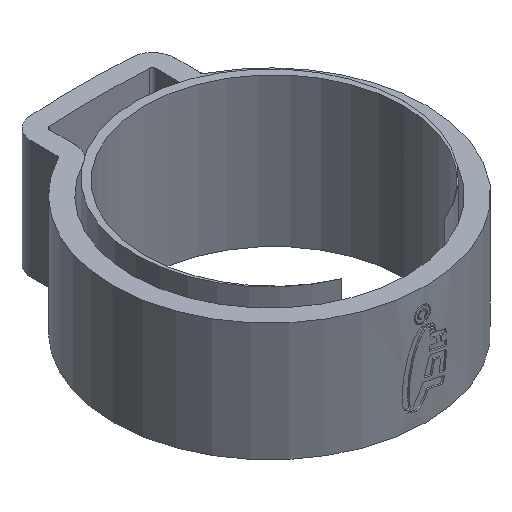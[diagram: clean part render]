
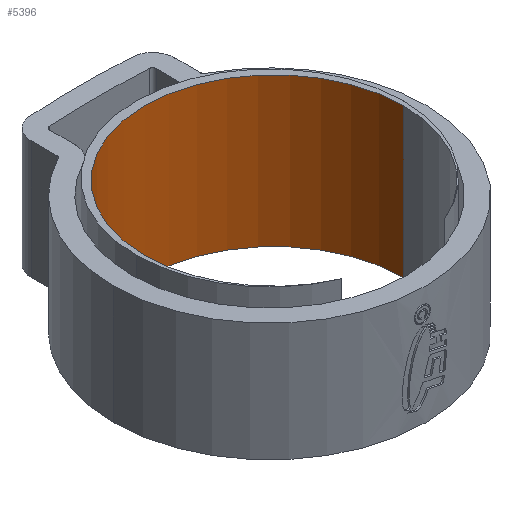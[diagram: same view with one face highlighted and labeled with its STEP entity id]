
A CAD part, isometric view. The second image highlights one B-rep face of the part: STEP entity #5396.
In plain terms, the highlighted cylindrical face has radius 7.66 mm (diameter 15.32 mm), a partial arc.
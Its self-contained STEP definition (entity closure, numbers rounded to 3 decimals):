
#61 = CYLINDRICAL_SURFACE ( 'NONE', #3387, 7.66 ) ;
#115 = EDGE_CURVE ( 'NONE', #1760, #3664, #5191, .T. ) ;
#221 = LINE ( 'NONE', #4910, #3340 ) ;
#312 = EDGE_CURVE ( 'NONE', #1760, #3685, #221, .T. ) ;
#504 = EDGE_LOOP ( 'NONE', ( #1668, #2953, #2832, #3926 ) ) ;
#615 = EDGE_CURVE ( 'NONE', #3685, #1421, #1887, .T. ) ;
#656 = CARTESIAN_POINT ( 'NONE',  ( 0., -0.26, -4.4 ) ) ;
#930 = LINE ( 'NONE', #4809, #1002 ) ;
#1002 = VECTOR ( 'NONE', #1380, 1000. ) ;
#1118 = DIRECTION ( 'NONE',  ( 1., 0., 0. ) ) ;
#1165 = DIRECTION ( 'NONE',  ( 0., 0., -1. ) ) ;
#1202 = EDGE_CURVE ( 'NONE', #3664, #1421, #930, .T. ) ;
#1264 = CARTESIAN_POINT ( 'NONE',  ( 0., -0.26, 4.4 ) ) ;
#1351 = DIRECTION ( 'NONE',  ( -1., 0., 0. ) ) ;
#1380 = DIRECTION ( 'NONE',  ( 0., 0., -1. ) ) ;
#1421 = VERTEX_POINT ( 'NONE', #4343 ) ;
#1493 = CARTESIAN_POINT ( 'NONE',  ( -7.66, -0.26, 4.4 ) ) ;
#1608 = AXIS2_PLACEMENT_3D ( 'NONE', #3197, #1165, #1118 ) ;
#1668 = ORIENTED_EDGE ( 'NONE', *, *, #1202, .F. ) ;
#1760 = VERTEX_POINT ( 'NONE', #1493 ) ;
#1887 = CIRCLE ( 'NONE', #2502, 7.66 ) ;
#2502 = AXIS2_PLACEMENT_3D ( 'NONE', #656, #3579, #5262 ) ;
#2812 = CARTESIAN_POINT ( 'NONE',  ( -7.66, -0.26, -4.4 ) ) ;
#2828 = DIRECTION ( 'NONE',  ( 0., 0., -1. ) ) ;
#2832 = ORIENTED_EDGE ( 'NONE', *, *, #312, .T. ) ;
#2953 = ORIENTED_EDGE ( 'NONE', *, *, #115, .F. ) ;
#3197 = CARTESIAN_POINT ( 'NONE',  ( 0., -0.26, 4.4 ) ) ;
#3340 = VECTOR ( 'NONE', #2828, 1000. ) ;
#3387 = AXIS2_PLACEMENT_3D ( 'NONE', #1264, #3448, #1351 ) ;
#3448 = DIRECTION ( 'NONE',  ( 0., 0., -1. ) ) ;
#3555 = CARTESIAN_POINT ( 'NONE',  ( 7.66, -0.26, 4.4 ) ) ;
#3579 = DIRECTION ( 'NONE',  ( 0., 0., -1. ) ) ;
#3664 = VERTEX_POINT ( 'NONE', #3555 ) ;
#3685 = VERTEX_POINT ( 'NONE', #2812 ) ;
#3926 = ORIENTED_EDGE ( 'NONE', *, *, #615, .T. ) ;
#4343 = CARTESIAN_POINT ( 'NONE',  ( 7.66, -0.26, -4.4 ) ) ;
#4809 = CARTESIAN_POINT ( 'NONE',  ( 7.66, -0.26, 4.4 ) ) ;
#4910 = CARTESIAN_POINT ( 'NONE',  ( -7.66, -0.26, 4.4 ) ) ;
#5191 = CIRCLE ( 'NONE', #1608, 7.66 ) ;
#5262 = DIRECTION ( 'NONE',  ( 1., 0., 0. ) ) ;
#5396 = ADVANCED_FACE ( 'NONE', ( #5432 ), #61, .F. ) ;
#5432 = FACE_OUTER_BOUND ( 'NONE', #504, .T. ) ;
